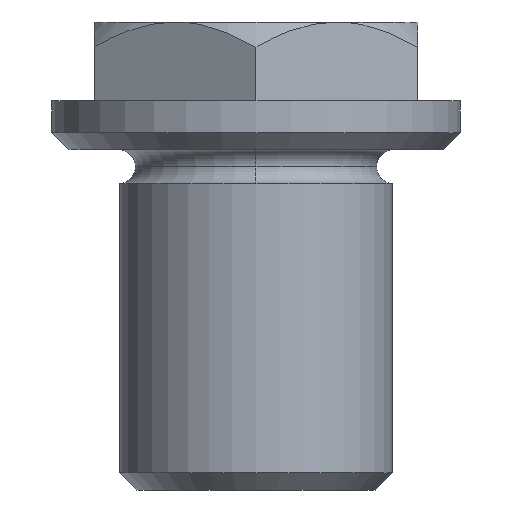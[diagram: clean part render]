
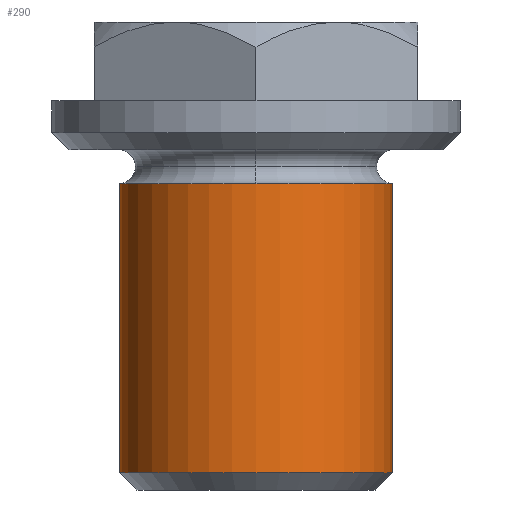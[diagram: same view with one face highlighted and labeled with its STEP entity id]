
A CAD part, left-side view. The second image highlights one B-rep face of the part: STEP entity #290.
In plain terms, the highlighted cylindrical face has radius 8 mm (diameter 16 mm), a partial arc.
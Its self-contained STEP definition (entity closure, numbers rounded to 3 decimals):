
#228=VERTEX_POINT('',#595);
#234=EDGE_CURVE('',#228,#270,#601,.T.);
#238=VERTEX_POINT('',#605);
#240=EDGE_CURVE('',#408,#228,#607,.T.);
#244=EDGE_CURVE('',#496,#238,#612,.T.);
#270=VERTEX_POINT('',#640);
#290=ADVANCED_FACE('',(#660),#661,.T.);
#292=EDGE_CURVE('',#270,#238,#663,.T.);
#382=EDGE_CURVE('',#408,#496,#764,.T.);
#408=VERTEX_POINT('',#793);
#496=VERTEX_POINT('',#892);
#595=CARTESIAN_POINT('',(0.,-8.0,-19.0));
#601=CIRCLE('',#1009,8.0);
#605=CARTESIAN_POINT('',(0.,8.0,-2.0));
#607=LINE('',#1016,#1017);
#612=CIRCLE('',#1023,8.0);
#640=CARTESIAN_POINT('',(0.,8.0,-19.0));
#660=FACE_OUTER_BOUND('',#1097,.T.);
#661=CYLINDRICAL_SURFACE('',#1098,8.0);
#663=LINE('',#1101,#1102);
#764=CIRCLE('',#1264,8.0);
#793=CARTESIAN_POINT('',(0.,-8.0,-2.0));
#892=CARTESIAN_POINT('',(-8.0,0.,-2.0));
#1009=AXIS2_PLACEMENT_3D('',#1631,#1632,#1633);
#1016=CARTESIAN_POINT('',(0.,-8.0,-10.5));
#1017=VECTOR('',#1634,1.0);
#1023=AXIS2_PLACEMENT_3D('',#1644,#1645,#1646);
#1097=EDGE_LOOP('',(#1692,#1693,#1694,#1695,#1696));
#1098=AXIS2_PLACEMENT_3D('',#1697,#1698,#1699);
#1101=CARTESIAN_POINT('',(0.,8.0,-10.5));
#1102=VECTOR('',#1700,1.0);
#1264=AXIS2_PLACEMENT_3D('',#1830,#1831,#1832);
#1631=CARTESIAN_POINT('',(0.,0.,-19.0));
#1632=DIRECTION('',(0.,0.,-1.0));
#1633=DIRECTION('',(0.,-1.0,0.0));
#1634=DIRECTION('',(0.,0.,-1.0));
#1644=CARTESIAN_POINT('',(0.,0.,-2.0));
#1645=DIRECTION('',(0.,0.,-1.0));
#1646=DIRECTION('',(0.,-1.0,0.0));
#1692=ORIENTED_EDGE('',*,*,#240,.F.);
#1693=ORIENTED_EDGE('',*,*,#382,.T.);
#1694=ORIENTED_EDGE('',*,*,#244,.T.);
#1695=ORIENTED_EDGE('',*,*,#292,.F.);
#1696=ORIENTED_EDGE('',*,*,#234,.F.);
#1697=CARTESIAN_POINT('',(0.,0.,-10.5));
#1698=DIRECTION('',(0.,0.,1.0));
#1699=DIRECTION('',(0.,-1.0,0.0));
#1700=DIRECTION('',(0.,0.,1.0));
#1830=CARTESIAN_POINT('',(0.,0.,-2.0));
#1831=DIRECTION('',(0.,0.,-1.0));
#1832=DIRECTION('',(0.,-1.0,0.0));
